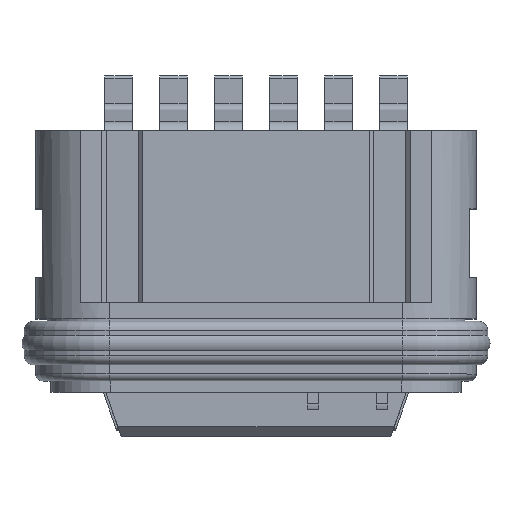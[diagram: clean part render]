
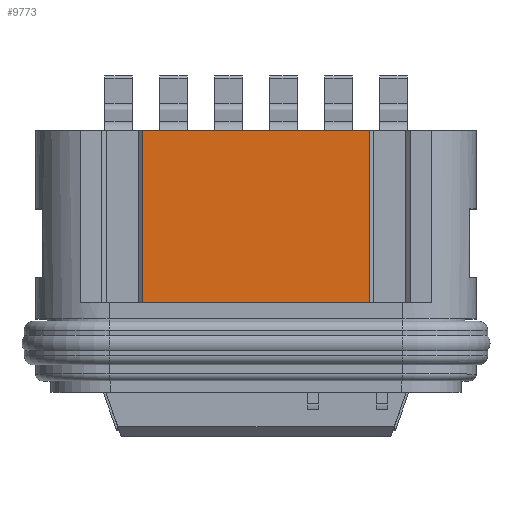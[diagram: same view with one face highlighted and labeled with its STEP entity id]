
A CAD part, top view. The second image highlights one B-rep face of the part: STEP entity #9773.
In plain terms, the highlighted planar face has unit normal (0, 0, 1).
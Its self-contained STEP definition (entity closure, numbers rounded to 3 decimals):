
#1059=DIRECTION('',(1.,0.,0.));
#1060=VECTOR('',#1059,4.937);
#1061=CARTESIAN_POINT('',(-2.468,1.95,1.7));
#1062=LINE('',#1061,#1060);
#1649=DIRECTION('',(0.,1.,0.));
#1650=VECTOR('',#1649,3.75);
#1651=CARTESIAN_POINT('',(2.468,1.95,1.7));
#1652=LINE('',#1651,#1650);
#1653=DIRECTION('',(1.,0.,0.));
#1654=VECTOR('',#1653,4.937);
#1655=CARTESIAN_POINT('',(-2.468,5.7,1.7));
#1656=LINE('',#1655,#1654);
#1657=DIRECTION('',(0.,-1.,0.));
#1658=VECTOR('',#1657,3.75);
#1659=CARTESIAN_POINT('',(-2.468,5.7,1.7));
#1660=LINE('',#1659,#1658);
#6041=CARTESIAN_POINT('',(-2.468,1.95,1.7));
#6042=VERTEX_POINT('',#6041);
#6043=CARTESIAN_POINT('',(2.468,1.95,1.7));
#6044=VERTEX_POINT('',#6043);
#6071=CARTESIAN_POINT('',(2.468,5.7,1.7));
#6072=VERTEX_POINT('',#6071);
#6073=CARTESIAN_POINT('',(-2.468,5.7,1.7));
#6074=VERTEX_POINT('',#6073);
#9761=CARTESIAN_POINT('',(-4.8,0.,1.7));
#9762=DIRECTION('',(0.,0.,1.));
#9763=DIRECTION('',(1.,0.,0.));
#9764=AXIS2_PLACEMENT_3D('',#9761,#9762,#9763);
#9765=PLANE('',#9764);
#9767=ORIENTED_EDGE('',*,*,#9766,.F.);
#9768=ORIENTED_EDGE('',*,*,#9118,.T.);
#9769=ORIENTED_EDGE('',*,*,#9756,.F.);
#9770=ORIENTED_EDGE('',*,*,#9039,.F.);
#9771=EDGE_LOOP('',(#9767,#9768,#9769,#9770));
#9772=FACE_OUTER_BOUND('',#9771,.F.);
#9773=ADVANCED_FACE('',(#9772),#9765,.T.);
#9039=EDGE_CURVE('',#6042,#6044,#1062,.T.);
#9118=EDGE_CURVE('',#6074,#6072,#1656,.T.);
#9756=EDGE_CURVE('',#6044,#6072,#1652,.T.);
#9766=EDGE_CURVE('',#6074,#6042,#1660,.T.);
